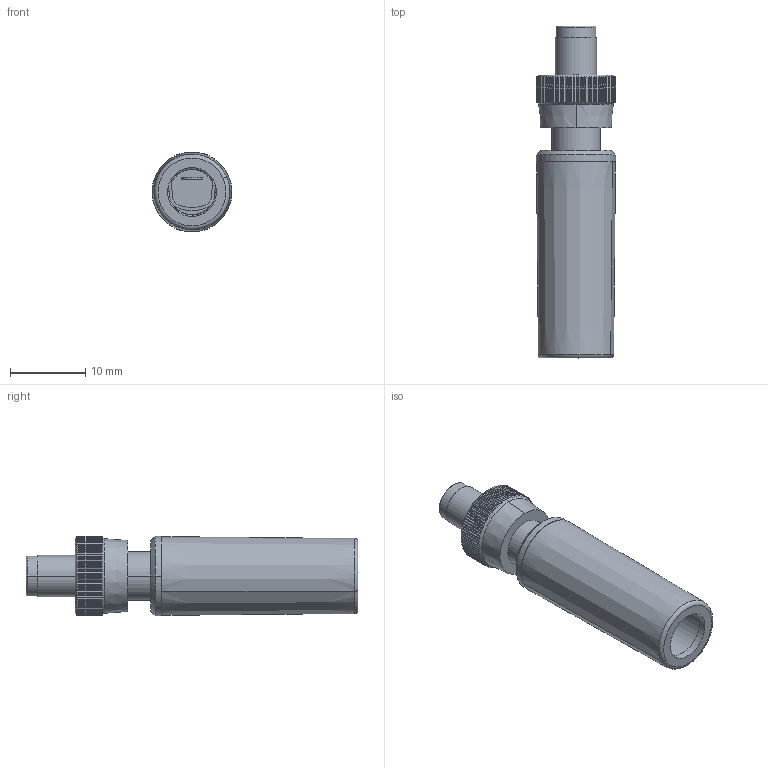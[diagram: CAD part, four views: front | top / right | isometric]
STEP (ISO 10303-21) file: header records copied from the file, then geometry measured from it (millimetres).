
FILE_DESCRIPTION (( 'STEP AP214' ), '1' );
FILE_NAME ('KLDLX-P-0202-B-M8.STEP', '2020-11-10T17:34:13', ( '' ), ( '' ), 'SwSTEP 2.0', 'SolidWorks 2020', '' );
FILE_SCHEMA (( 'AUTOMOTIVE_DESIGN' ));
Length unit declared in the file: millimetre
Products named in the file (3): KLDLX-P-0202-B-M8; KLDLX-P-0202-x-M8_KLDLX-P-0202-B-M8; KLDLX-P-0202-x-M8 Cable Cover
Assembly tree (2 placements, depth 2):
  KLDLX-P-0202-B-M8
    KLDLX-P-0202-x-M8_KLDLX-P-0202-B-M8
    KLDLX-P-0202-x-M8 Cable Cover
Bounding box: 10.6 x 44 x 10.6 mm (x, y, z)
Volume: 2139.2 mm3; surface area: 3106.7 mm2
Topology: 3 solids, 3 shells, 407 faces, 1147 edges, 756 vertices
Faces by surface type: plane 217, cylinder 165, cone 13, bspline 8, torus 4
Entity records: 16017 total; most frequent: CARTESIAN_POINT 6111, ORIENTED_EDGE 2294, DIRECTION 1755, EDGE_CURVE 1147, VERTEX_POINT 756, AXIS2_PLACEMENT_3D 675, EDGE_LOOP 423, ADVANCED_FACE 407
